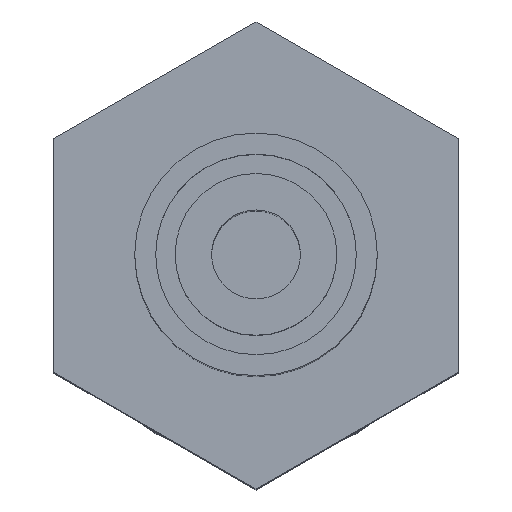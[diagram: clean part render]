
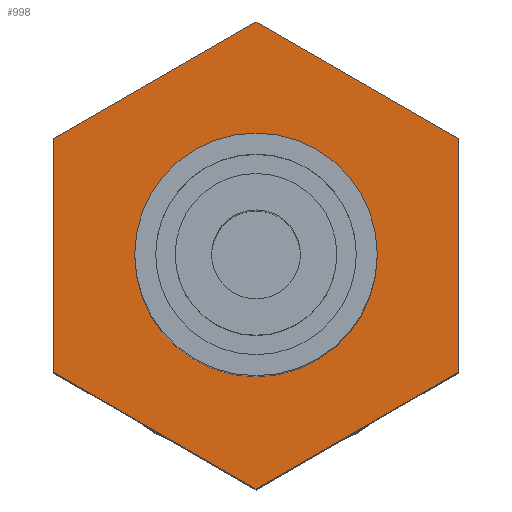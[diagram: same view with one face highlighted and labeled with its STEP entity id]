
A CAD part, top view. The second image highlights one B-rep face of the part: STEP entity #998.
In plain terms, the highlighted planar face has unit normal (0, 0, 1).
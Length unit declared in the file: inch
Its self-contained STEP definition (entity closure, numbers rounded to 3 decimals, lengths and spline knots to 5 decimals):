
#796 = VERTEX_POINT ( 'NONE', #2367 ) ;
#804 = EDGE_CURVE ( 'NONE', #805, #796, #2420, .T. ) ;
#805 = VERTEX_POINT ( 'NONE', #2405 ) ;
#811 = VERTEX_POINT ( 'NONE', #2424 ) ;
#813 = EDGE_CURVE ( 'NONE', #796, #811, #2404, .T. ) ;
#822 = EDGE_CURVE ( 'NONE', #823, #805, #2410, .T. ) ;
#823 = VERTEX_POINT ( 'NONE', #2429 ) ;
#842 = EDGE_CURVE ( 'NONE', #843, #844, #2459, .T. ) ;
#843 = VERTEX_POINT ( 'NONE', #2435 ) ;
#844 = VERTEX_POINT ( 'NONE', #2494 ) ;
#938 = VERTEX_POINT ( 'NONE', #2471 ) ;
#940 = EDGE_CURVE ( 'NONE', #844, #843, #2470, .T. ) ;
#998 = ADVANCED_FACE ( 'NONE', ( #2653, #2564 ), #2563, .T. ) ;
#999 = EDGE_LOOP ( 'NONE', ( #1005, #1006 ) ) ;
#1004 = EDGE_CURVE ( 'NONE', #1047, #938, #2666, .T. ) ;
#1005 = ORIENTED_EDGE ( 'NONE', *, *, #842, .F. ) ;
#1006 = ORIENTED_EDGE ( 'NONE', *, *, #940, .F. ) ;
#1007 = EDGE_LOOP ( 'NONE', ( #1008, #1009, #1010, #1011, #1012, #1013 ) ) ;
#1008 = ORIENTED_EDGE ( 'NONE', *, *, #804, .T. ) ;
#1009 = ORIENTED_EDGE ( 'NONE', *, *, #813, .T. ) ;
#1010 = ORIENTED_EDGE ( 'NONE', *, *, #1055, .T. ) ;
#1011 = ORIENTED_EDGE ( 'NONE', *, *, #1004, .T. ) ;
#1012 = ORIENTED_EDGE ( 'NONE', *, *, #1025, .T. ) ;
#1013 = ORIENTED_EDGE ( 'NONE', *, *, #822, .T. ) ;
#1025 = EDGE_CURVE ( 'NONE', #938, #823, #2703, .T. ) ;
#1047 = VERTEX_POINT ( 'NONE', #2713 ) ;
#1055 = EDGE_CURVE ( 'NONE', #811, #1047, #2700, .T. ) ;
#2367 = CARTESIAN_POINT ( 'NONE',  ( 0., 0.14434, 0.649 ) ) ;
#2390 = DIRECTION ( 'NONE',  ( -0.866, -0.5, 0. ) ) ;
#2399 = DIRECTION ( 'NONE',  ( -0.866, 0.5, 0. ) ) ;
#2400 = VECTOR ( 'NONE', #2399, 39.37008 ) ;
#2402 = VECTOR ( 'NONE', #2390, 39.37008 ) ;
#2403 = CARTESIAN_POINT ( 'NONE',  ( 0., 0.14434, 0.649 ) ) ;
#2404 = LINE ( 'NONE', #2403, #2402 ) ;
#2405 = CARTESIAN_POINT ( 'NONE',  ( 0.125, 0.07217, 0.649 ) ) ;
#2407 = DIRECTION ( 'NONE',  ( 0., 1., 0. ) ) ;
#2408 = VECTOR ( 'NONE', #2407, 39.37008 ) ;
#2409 = CARTESIAN_POINT ( 'NONE',  ( 0.125, 0.07217, 0.649 ) ) ;
#2410 = LINE ( 'NONE', #2409, #2408 ) ;
#2419 = CARTESIAN_POINT ( 'NONE',  ( 0., 0.14434, 0.649 ) ) ;
#2420 = LINE ( 'NONE', #2419, #2400 ) ;
#2424 = CARTESIAN_POINT ( 'NONE',  ( -0.125, 0.07217, 0.649 ) ) ;
#2429 = CARTESIAN_POINT ( 'NONE',  ( 0.125, -0.07217, 0.649 ) ) ;
#2435 = CARTESIAN_POINT ( 'NONE',  ( 0.075, 0., 0.649 ) ) ;
#2436 = DIRECTION ( 'NONE',  ( 1., 0., 0. ) ) ;
#2437 = DIRECTION ( 'NONE',  ( 0., 0., 1. ) ) ;
#2438 = CARTESIAN_POINT ( 'NONE',  ( 0., 0., 0.649 ) ) ;
#2459 = CIRCLE ( 'NONE', #2523, 0.075 ) ;
#2467 = DIRECTION ( 'NONE',  ( 0., 0., 1. ) ) ;
#2468 = CARTESIAN_POINT ( 'NONE',  ( 0., 0., 0.649 ) ) ;
#2469 = AXIS2_PLACEMENT_3D ( 'NONE', #2468, #2467, #2519 ) ;
#2470 = CIRCLE ( 'NONE', #2469, 0.075 ) ;
#2471 = CARTESIAN_POINT ( 'NONE',  ( 0., -0.14434, 0.649 ) ) ;
#2494 = CARTESIAN_POINT ( 'NONE',  ( -0.075, 0., 0.649 ) ) ;
#2519 = DIRECTION ( 'NONE',  ( 1., 0., 0. ) ) ;
#2523 = AXIS2_PLACEMENT_3D ( 'NONE', #2438, #2437, #2436 ) ;
#2559 = DIRECTION ( 'NONE',  ( 0., 0., 1. ) ) ;
#2560 = CARTESIAN_POINT ( 'NONE',  ( 0., 0., 0.649 ) ) ;
#2561 = AXIS2_PLACEMENT_3D ( 'NONE', #2560, #2559, #2672 ) ;
#2563 = PLANE ( 'NONE',  #2561 ) ;
#2564 = FACE_OUTER_BOUND ( 'NONE', #1007, .T. ) ;
#2653 = FACE_BOUND ( 'NONE', #999, .T. ) ;
#2663 = DIRECTION ( 'NONE',  ( 0.866, -0.5, 0. ) ) ;
#2664 = VECTOR ( 'NONE', #2663, 39.37008 ) ;
#2665 = CARTESIAN_POINT ( 'NONE',  ( 0., -0.14434, 0.649 ) ) ;
#2666 = LINE ( 'NONE', #2665, #2664 ) ;
#2672 = DIRECTION ( 'NONE',  ( 1., 0., 0. ) ) ;
#2677 = DIRECTION ( 'NONE',  ( 0.866, 0.5, 0. ) ) ;
#2697 = DIRECTION ( 'NONE',  ( 0., -1., 0. ) ) ;
#2698 = VECTOR ( 'NONE', #2697, 39.37008 ) ;
#2699 = CARTESIAN_POINT ( 'NONE',  ( -0.125, -0.07217, 0.649 ) ) ;
#2700 = LINE ( 'NONE', #2699, #2698 ) ;
#2702 = CARTESIAN_POINT ( 'NONE',  ( 0., -0.14434, 0.649 ) ) ;
#2703 = LINE ( 'NONE', #2702, #2751 ) ;
#2713 = CARTESIAN_POINT ( 'NONE',  ( -0.125, -0.07217, 0.649 ) ) ;
#2751 = VECTOR ( 'NONE', #2677, 39.37008 ) ;
